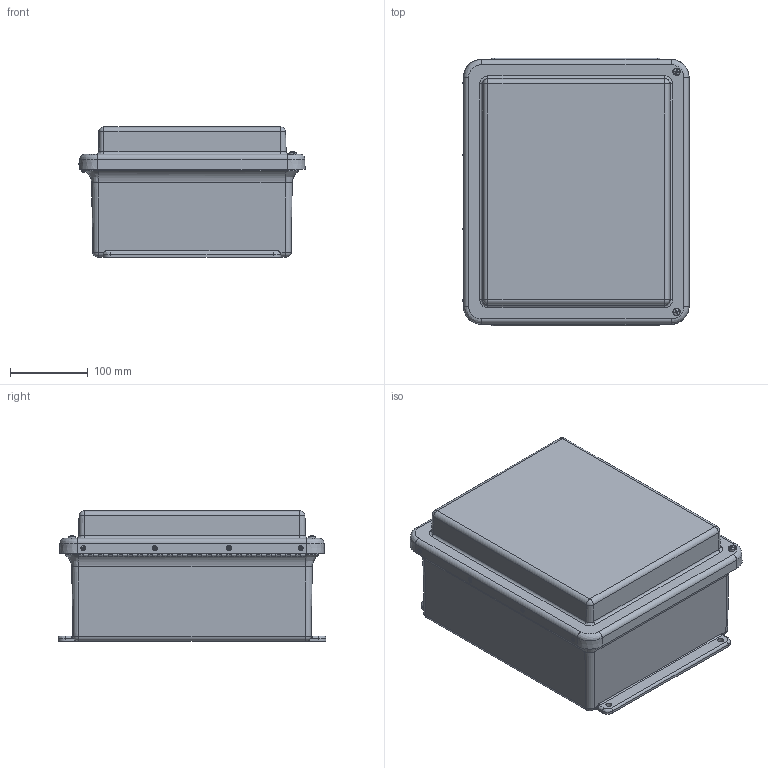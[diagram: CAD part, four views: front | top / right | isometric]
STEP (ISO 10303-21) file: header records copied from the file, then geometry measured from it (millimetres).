
FILE_DESCRIPTION (( 'STEP AP214' ), '1' );
FILE_NAME ('MR1210HW.STEP', '2018-11-06T16:46:54', ( '' ), ( '' ), 'SwSTEP 2.0', 'SolidWorks 2018', '' );
FILE_SCHEMA (( 'AUTOMOTIVE_DESIGN' ));
Length unit declared in the file: inch
Products named in the file (1): MR1210HW
Bounding box: 290.94 x 344.49 x 167.33 mm (x, y, z)
Volume: 1499859 mm3; surface area: 823675.5 mm2
Topology: 22 solids, 22 shells, 858 faces, 2147 edges, 1361 vertices
Faces by surface type: cylinder 323, plane 306, cone 137, bspline 80, torus 12
Full cylindrical faces by diameter (mm): 2.159 x47, 3.175 x8, 3.327 x8, 3.556 x8, 3.683 x2, 3.861 x5, 3.962 x7, 3.967 x40, 4.826 x40, 5.537 x4, 6.35 x8, 6.858 x6
Entity records: 38360 total; most frequent: CARTESIAN_POINT 8130, DIRECTION 3808, ORIENTED_EDGE 3532, EDGE_CURVE 1766, AXIS2_PLACEMENT_3D 1491, EDGE_LOOP 1312, VERTEX_POINT 1264, FACE_OUTER_BOUND 1041
